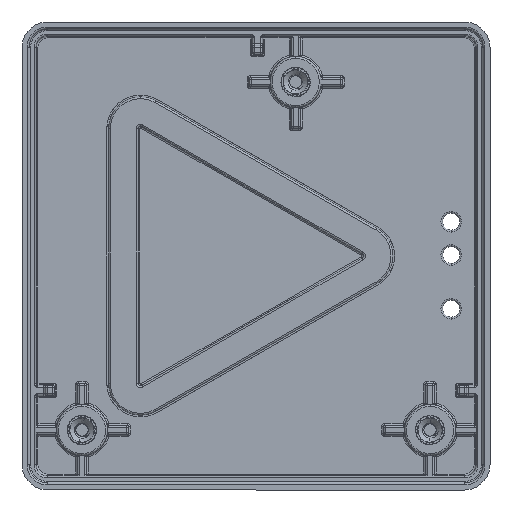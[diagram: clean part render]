
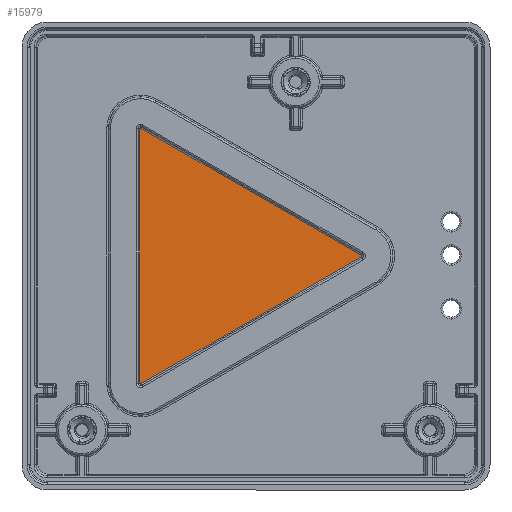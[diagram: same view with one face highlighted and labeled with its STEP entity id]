
A CAD part, front view. The second image highlights one B-rep face of the part: STEP entity #15979.
In plain terms, the highlighted planar face has unit normal (0, -1, 0).
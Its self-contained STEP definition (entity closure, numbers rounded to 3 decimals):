
#155 = CARTESIAN_POINT ( 'NONE',  ( -15.006, 2., 15.132 ) ) ;
#719 = LINE ( 'NONE', #13883, #19367 ) ;
#771 = DIRECTION ( 'NONE',  ( 0., 0., -1. ) ) ;
#1207 = CARTESIAN_POINT ( 'NONE',  ( -15.1, 2., -15.132 ) ) ;
#1290 = DIRECTION ( 'NONE',  ( 0., -1., 0. ) ) ;
#1843 = ORIENTED_EDGE ( 'NONE', *, *, #13706, .T. ) ;
#1949 = EDGE_CURVE ( 'NONE', #23157, #13200, #22462, .T. ) ;
#2523 = ORIENTED_EDGE ( 'NONE', *, *, #13405, .T. ) ;
#2582 = CARTESIAN_POINT ( 'NONE',  ( -15.006, 2., 15.227 ) ) ;
#3012 = DIRECTION ( 'NONE',  ( -0.866, 0., 0.5 ) ) ;
#3028 = FACE_OUTER_BOUND ( 'NONE', #4413, .T. ) ;
#3456 = VERTEX_POINT ( 'NONE', #2582 ) ;
#4216 = AXIS2_PLACEMENT_3D ( 'NONE', #155, #8559, #5758 ) ;
#4391 = ORIENTED_EDGE ( 'NONE', *, *, #27377, .T. ) ;
#4413 = EDGE_LOOP ( 'NONE', ( #17848, #2523, #28338, #4391, #18931, #1843, #29370, #9959 ) ) ;
#5031 = VERTEX_POINT ( 'NONE', #18709 ) ;
#5105 = CIRCLE ( 'NONE', #18060, 0.095 ) ;
#5758 = DIRECTION ( 'NONE',  ( 0., 0., -1. ) ) ;
#6214 = CARTESIAN_POINT ( 'NONE',  ( -15.006, 2., -15.132 ) ) ;
#7007 = CIRCLE ( 'NONE', #12062, 0.095 ) ;
#7848 = CIRCLE ( 'NONE', #18541, 0.095 ) ;
#8518 = CARTESIAN_POINT ( 'NONE',  ( 11.204, 2., 0. ) ) ;
#8559 = DIRECTION ( 'NONE',  ( 0., -1., 0. ) ) ;
#9057 = DIRECTION ( 'NONE',  ( 0.866, 0., 0.5 ) ) ;
#9200 = CARTESIAN_POINT ( 'NONE',  ( -15.006, 2., -15.132 ) ) ;
#9215 = EDGE_CURVE ( 'NONE', #22637, #5031, #5105, .T. ) ;
#9472 = CIRCLE ( 'NONE', #20177, 0.095 ) ;
#9959 = ORIENTED_EDGE ( 'NONE', *, *, #32210, .T. ) ;
#11283 = PLANE ( 'NONE',  #26861 ) ;
#12062 = AXIS2_PLACEMENT_3D ( 'NONE', #14295, #17297, #33124 ) ;
#13106 = CARTESIAN_POINT ( 'NONE',  ( -14.958, 2., -15.214 ) ) ;
#13200 = VERTEX_POINT ( 'NONE', #28626 ) ;
#13405 = EDGE_CURVE ( 'NONE', #13200, #14522, #9472, .T. ) ;
#13706 = EDGE_CURVE ( 'NONE', #23499, #22637, #22194, .T. ) ;
#13736 = DIRECTION ( 'NONE',  ( 0., -1., 0. ) ) ;
#13883 = CARTESIAN_POINT ( 'NONE',  ( -14.958, 2., 15.214 ) ) ;
#14295 = CARTESIAN_POINT ( 'NONE',  ( -15.006, 2., 15.132 ) ) ;
#14467 = DIRECTION ( 'NONE',  ( 0., -1., 0. ) ) ;
#14522 = VERTEX_POINT ( 'NONE', #18249 ) ;
#15979 = ADVANCED_FACE ( 'NONE', ( #3028 ), #11283, .T. ) ;
#16983 = DIRECTION ( 'NONE',  ( 0., -1., 0. ) ) ;
#17297 = DIRECTION ( 'NONE',  ( 0., -1., 0. ) ) ;
#17569 = VECTOR ( 'NONE', #9057, 1000. ) ;
#17848 = ORIENTED_EDGE ( 'NONE', *, *, #1949, .T. ) ;
#18060 = AXIS2_PLACEMENT_3D ( 'NONE', #9200, #14467, #771 ) ;
#18249 = CARTESIAN_POINT ( 'NONE',  ( 11.251, 2., 0.082 ) ) ;
#18541 = AXIS2_PLACEMENT_3D ( 'NONE', #6214, #1290, #19958 ) ;
#18709 = CARTESIAN_POINT ( 'NONE',  ( -15.006, 2., -15.227 ) ) ;
#18931 = ORIENTED_EDGE ( 'NONE', *, *, #29920, .T. ) ;
#19367 = VECTOR ( 'NONE', #3012, 1000. ) ;
#19414 = CIRCLE ( 'NONE', #4216, 0.095 ) ;
#19746 = CARTESIAN_POINT ( 'NONE',  ( -15.006, 2., 15.132 ) ) ;
#19958 = DIRECTION ( 'NONE',  ( 0., 0., -1. ) ) ;
#20094 = CARTESIAN_POINT ( 'NONE',  ( -15.1, 2., 15.132 ) ) ;
#20177 = AXIS2_PLACEMENT_3D ( 'NONE', #8518, #16983, #30344 ) ;
#22194 = LINE ( 'NONE', #33066, #25762 ) ;
#22462 = LINE ( 'NONE', #33165, #17569 ) ;
#22637 = VERTEX_POINT ( 'NONE', #1207 ) ;
#23157 = VERTEX_POINT ( 'NONE', #13106 ) ;
#23499 = VERTEX_POINT ( 'NONE', #20094 ) ;
#25343 = DIRECTION ( 'NONE',  ( 0., 0., -1. ) ) ;
#25762 = VECTOR ( 'NONE', #25343, 1000. ) ;
#26649 = EDGE_CURVE ( 'NONE', #14522, #27897, #719, .T. ) ;
#26861 = AXIS2_PLACEMENT_3D ( 'NONE', #19746, #13736, #29757 ) ;
#27377 = EDGE_CURVE ( 'NONE', #27897, #3456, #7007, .T. ) ;
#27897 = VERTEX_POINT ( 'NONE', #32917 ) ;
#28338 = ORIENTED_EDGE ( 'NONE', *, *, #26649, .T. ) ;
#28626 = CARTESIAN_POINT ( 'NONE',  ( 11.251, 2., -0.082 ) ) ;
#29370 = ORIENTED_EDGE ( 'NONE', *, *, #9215, .T. ) ;
#29757 = DIRECTION ( 'NONE',  ( 0., 0., -1. ) ) ;
#29920 = EDGE_CURVE ( 'NONE', #3456, #23499, #19414, .T. ) ;
#30344 = DIRECTION ( 'NONE',  ( 0., 0., -1. ) ) ;
#32210 = EDGE_CURVE ( 'NONE', #5031, #23157, #7848, .T. ) ;
#32917 = CARTESIAN_POINT ( 'NONE',  ( -14.958, 2., 15.214 ) ) ;
#33066 = CARTESIAN_POINT ( 'NONE',  ( -15.1, 2., -15.132 ) ) ;
#33124 = DIRECTION ( 'NONE',  ( 0., 0., -1. ) ) ;
#33165 = CARTESIAN_POINT ( 'NONE',  ( 11.251, 2., -0.082 ) ) ;
